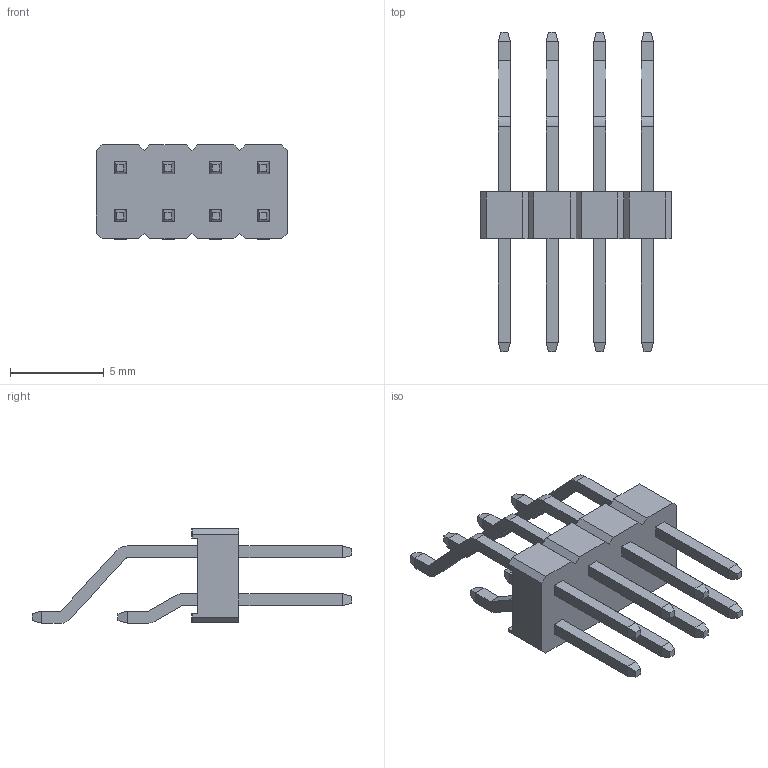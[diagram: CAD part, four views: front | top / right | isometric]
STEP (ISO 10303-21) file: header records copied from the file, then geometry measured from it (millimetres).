
FILE_DESCRIPTION (( 'STEP AP214' ), '1' );
FILE_NAME ('HDR-SMD_8P-P2.54-H-M-R2-C4_2.STEP', '2023-05-20T05:37:50', ( '' ), ( '' ), 'SwSTEP 2.0', 'SolidWorks 2020', '' );
FILE_SCHEMA (( 'AUTOMOTIVE_DESIGN' ));
Length unit declared in the file: millimetre
Products named in the file (1): HDR-SMD_8P-P2.54-H-M-R2-C4_2
Bounding box: 10.17 x 17 x 5.02 mm (x, y, z)
Volume: 155.7 mm3; surface area: 447.8 mm2
Topology: 1 solids, 1 shells, 457 faces, 1197 edges, 776 vertices
Faces by surface type: plane 335, bspline 98, cylinder 24
Entity records: 19386 total; most frequent: CARTESIAN_POINT 3743, ORIENTED_EDGE 2394, DIRECTION 1763, EDGE_CURVE 1197, LINE 947, VECTOR 947, VERTEX_POINT 776, EDGE_LOOP 491
